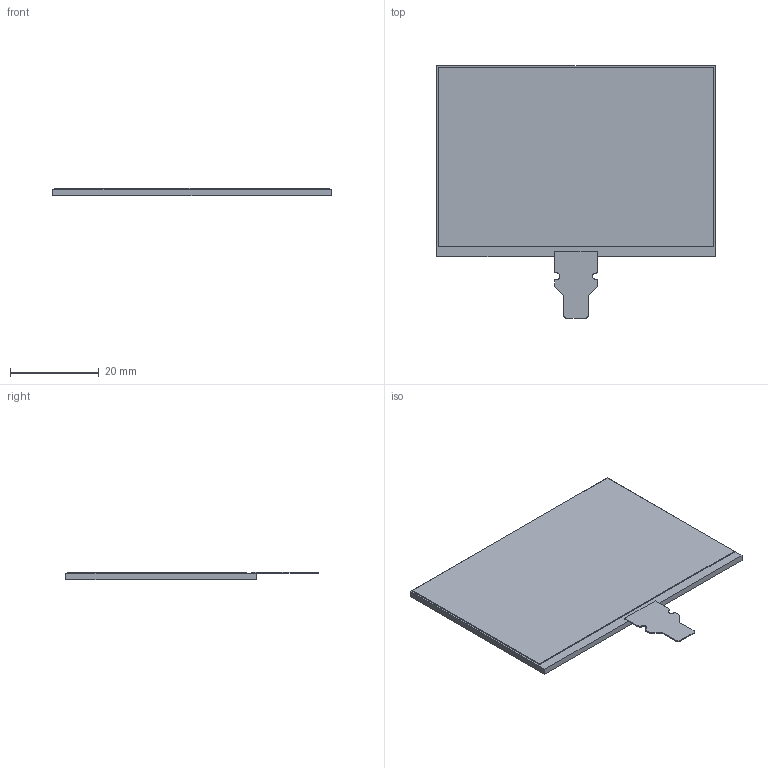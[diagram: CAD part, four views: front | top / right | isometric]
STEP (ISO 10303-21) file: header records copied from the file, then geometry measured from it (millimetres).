
FILE_DESCRIPTION (( 'STEP AP214' ), '1' );
FILE_NAME ('displaysharp.STEP', '2020-12-19T10:37:08', ( '' ), ( '' ), 'SwSTEP 2.0', 'SolidWorks 2019', '' );
FILE_SCHEMA (( 'AUTOMOTIVE_DESIGN' ));
Length unit declared in the file: millimetre
Products named in the file (1): displaysharp
Bounding box: 62.79 x 56.8 x 1.65 mm (x, y, z)
Volume: 4381.3 mm3; surface area: 5959.1 mm2
Topology: 1 solids, 1 shells, 32 faces, 85 edges, 56 vertices
Faces by surface type: plane 23, cylinder 9
Entity records: 1311 total; most frequent: CARTESIAN_POINT 174, ORIENTED_EDGE 170, DIRECTION 169, EDGE_CURVE 85, VECTOR 67, LINE 67, VERTEX_POINT 56, AXIS2_PLACEMENT_3D 51
